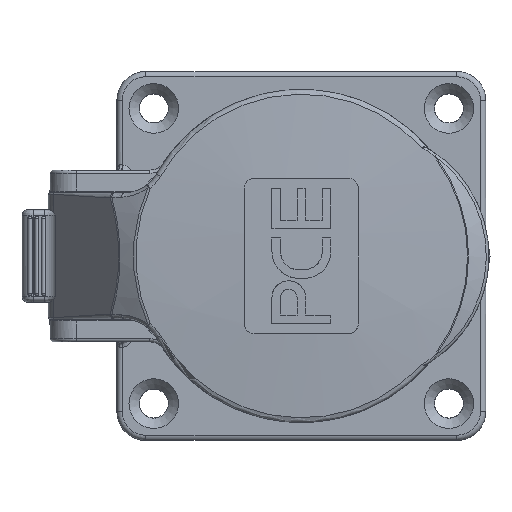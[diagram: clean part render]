
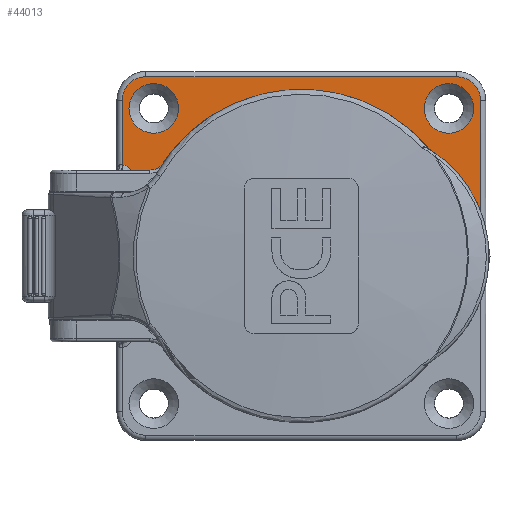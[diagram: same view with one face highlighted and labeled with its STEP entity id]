
A CAD part, left-side view. The second image highlights one B-rep face of the part: STEP entity #44013.
In plain terms, the highlighted planar face has unit normal (-1, 0, 0).
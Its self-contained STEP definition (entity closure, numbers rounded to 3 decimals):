
#225 = CARTESIAN_POINT ( 'NONE',  ( 40.9, -34., 4.409 ) ) ;
#1505 = VERTEX_POINT ( 'NONE', #45440 ) ;
#1557 = DIRECTION ( 'NONE',  ( 0., -0.02, -1. ) ) ;
#1860 = ORIENTED_EDGE ( 'NONE', *, *, #29948, .F. ) ;
#2077 = EDGE_CURVE ( 'NONE', #59136, #10213, #45120, .T. ) ;
#2470 = ORIENTED_EDGE ( 'NONE', *, *, #26559, .T. ) ;
#3407 = ORIENTED_EDGE ( 'NONE', *, *, #13629, .T. ) ;
#4753 = DIRECTION ( 'NONE',  ( -1., 0., 0. ) ) ;
#4858 = CARTESIAN_POINT ( 'NONE',  ( 40.9, 29.5, 29.5 ) ) ;
#5708 = EDGE_CURVE ( 'NONE', #58189, #21241, #42820, .T. ) ;
#6773 = DIRECTION ( 'NONE',  ( 0., 0., -1. ) ) ;
#7320 = FACE_OUTER_BOUND ( 'NONE', #29242, .T. ) ;
#8342 = EDGE_CURVE ( 'NONE', #1505, #56951, #59313, .T. ) ;
#8486 = VECTOR ( 'NONE', #48095, 1000. ) ;
#9430 = VECTOR ( 'NONE', #17102, 1000. ) ;
#9517 = ORIENTED_EDGE ( 'NONE', *, *, #11269, .T. ) ;
#9748 = DIRECTION ( 'NONE',  ( 0., 1., 0. ) ) ;
#9900 = VERTEX_POINT ( 'NONE', #39873 ) ;
#10062 = EDGE_CURVE ( 'NONE', #10213, #33902, #15806, .T. ) ;
#10213 = VERTEX_POINT ( 'NONE', #60571 ) ;
#10333 = ORIENTED_EDGE ( 'NONE', *, *, #2077, .T. ) ;
#11269 = EDGE_CURVE ( 'NONE', #38607, #58189, #11899, .T. ) ;
#11518 = VERTEX_POINT ( 'NONE', #45591 ) ;
#11899 = CIRCLE ( 'NONE', #52641, 4.5 ) ;
#12452 = CARTESIAN_POINT ( 'NONE',  ( 40.9, 34., 17.3 ) ) ;
#13629 = EDGE_CURVE ( 'NONE', #56951, #38607, #42228, .T. ) ;
#14268 = EDGE_CURVE ( 'NONE', #21241, #11518, #60392, .T. ) ;
#15069 = DIRECTION ( 'NONE',  ( 1., 0., 0. ) ) ;
#15806 = CIRCLE ( 'NONE', #55391, 31.6 ) ;
#16308 = ORIENTED_EDGE ( 'NONE', *, *, #5708, .T. ) ;
#16750 = CARTESIAN_POINT ( 'NONE',  ( 40.9, 35., 35. ) ) ;
#17102 = DIRECTION ( 'NONE',  ( 0., -1., 0. ) ) ;
#17240 = CARTESIAN_POINT ( 'NONE',  ( 40.9, 34., 17.3 ) ) ;
#17540 = AXIS2_PLACEMENT_3D ( 'NONE', #54331, #25188, #59228 ) ;
#17717 = CARTESIAN_POINT ( 'NONE',  ( 40.9, -28., 28. ) ) ;
#18596 = EDGE_CURVE ( 'NONE', #9900, #9900, #58667, .T. ) ;
#21241 = VERTEX_POINT ( 'NONE', #12452 ) ;
#21662 = CIRCLE ( 'NONE', #31281, 6.3 ) ;
#21912 = CARTESIAN_POINT ( 'NONE',  ( 40.9, 32.963, 17.279 ) ) ;
#22631 = DIRECTION ( 'NONE',  ( 0., 0., -1. ) ) ;
#22710 = VECTOR ( 'NONE', #1557, 1000. ) ;
#23260 = ORIENTED_EDGE ( 'NONE', *, *, #10062, .T. ) ;
#24819 = ORIENTED_EDGE ( 'NONE', *, *, #18596, .F. ) ;
#24859 = AXIS2_PLACEMENT_3D ( 'NONE', #16750, #60563, #31397 ) ;
#25062 = CARTESIAN_POINT ( 'NONE',  ( 40.9, -29.5, 0. ) ) ;
#25188 = DIRECTION ( 'NONE',  ( -1., 0., 0. ) ) ;
#25594 = EDGE_LOOP ( 'NONE', ( #1860 ) ) ;
#26559 = EDGE_CURVE ( 'NONE', #33902, #44722, #21662, .T. ) ;
#26979 = CARTESIAN_POINT ( 'NONE',  ( 40.9, 32.213, 15.728 ) ) ;
#27059 = ORIENTED_EDGE ( 'NONE', *, *, #8342, .T. ) ;
#27486 = EDGE_CURVE ( 'NONE', #44722, #1505, #34303, .T. ) ;
#28958 = CARTESIAN_POINT ( 'NONE',  ( 40.9, -29.5, 34. ) ) ;
#29242 = EDGE_LOOP ( 'NONE', ( #3407, #9517, #16308, #53805, #54231, #10333, #23260, #2470, #52755, #27059 ) ) ;
#29937 = DIRECTION ( 'NONE',  ( 0., 1., 0. ) ) ;
#29948 = EDGE_CURVE ( 'NONE', #57034, #57034, #40979, .T. ) ;
#30661 = CARTESIAN_POINT ( 'NONE',  ( 40.9, 32.197, 14.901 ) ) ;
#31281 = AXIS2_PLACEMENT_3D ( 'NONE', #25062, #59102, #29937 ) ;
#31397 = DIRECTION ( 'NONE',  ( 0., 1., 0. ) ) ;
#31672 = AXIS2_PLACEMENT_3D ( 'NONE', #17717, #51734, #22631 ) ;
#33861 = CARTESIAN_POINT ( 'NONE',  ( 40.9, -29.5, 29.5 ) ) ;
#33902 = VERTEX_POINT ( 'NONE', #49236 ) ;
#34303 = LINE ( 'NONE', #43246, #8486 ) ;
#35154 = CARTESIAN_POINT ( 'NONE',  ( 40.9, -28., 23.3 ) ) ;
#35885 = CARTESIAN_POINT ( 'NONE',  ( 40.9, 34., 35. ) ) ;
#38549 = DIRECTION ( 'NONE',  ( 0., 1., 0. ) ) ;
#38607 = VERTEX_POINT ( 'NONE', #52205 ) ;
#38749 = DIRECTION ( 'NONE',  ( 0., 1., 0. ) ) ;
#38840 = DIRECTION ( 'NONE',  ( -1., 0., 0. ) ) ;
#39873 = CARTESIAN_POINT ( 'NONE',  ( 40.9, 23.3, 28. ) ) ;
#39966 = CARTESIAN_POINT ( 'NONE',  ( 40.9, 32.205, 15.3 ) ) ;
#40654 = VECTOR ( 'NONE', #38549, 1000. ) ;
#40979 = CIRCLE ( 'NONE', #31672, 4.7 ) ;
#41822 = EDGE_CURVE ( 'NONE', #11518, #59136, #61519, .T. ) ;
#42228 = LINE ( 'NONE', #58300, #40654 ) ;
#42820 = LINE ( 'NONE', #35885, #55679 ) ;
#43246 = CARTESIAN_POINT ( 'NONE',  ( 40.9, -34., 35. ) ) ;
#44013 = ADVANCED_FACE ( 'NONE', ( #46123, #7320, #59048 ), #50780, .F. ) ;
#44217 = CARTESIAN_POINT ( 'NONE',  ( 40.9, 0., 0. ) ) ;
#44245 = EDGE_LOOP ( 'NONE', ( #24819 ) ) ;
#44722 = VERTEX_POINT ( 'NONE', #225 ) ;
#45120 = LINE ( 'NONE', #51105, #9430 ) ;
#45440 = CARTESIAN_POINT ( 'NONE',  ( 40.9, -34., 29.5 ) ) ;
#45591 = CARTESIAN_POINT ( 'NONE',  ( 40.9, 32.213, 15.728 ) ) ;
#46123 = FACE_BOUND ( 'NONE', #25594, .T. ) ;
#48095 = DIRECTION ( 'NONE',  ( 0., 0., 1. ) ) ;
#49106 = DIRECTION ( 'NONE',  ( 0., 1., 0. ) ) ;
#49236 = CARTESIAN_POINT ( 'NONE',  ( 40.9, -31.002, 6.118 ) ) ;
#49988 = AXIS2_PLACEMENT_3D ( 'NONE', #33861, #4753, #38749 ) ;
#50780 = PLANE ( 'NONE',  #24859 ) ;
#51105 = CARTESIAN_POINT ( 'NONE',  ( 40.9, 35., 15.3 ) ) ;
#51645 = CARTESIAN_POINT ( 'NONE',  ( 40.9, 34., 29.5 ) ) ;
#51734 = DIRECTION ( 'NONE',  ( -1., 0., 0. ) ) ;
#52205 = CARTESIAN_POINT ( 'NONE',  ( 40.9, 29.5, 34. ) ) ;
#52641 = AXIS2_PLACEMENT_3D ( 'NONE', #4858, #38840, #9748 ) ;
#52755 = ORIENTED_EDGE ( 'NONE', *, *, #27486, .T. ) ;
#53805 = ORIENTED_EDGE ( 'NONE', *, *, #14268, .T. ) ;
#54231 = ORIENTED_EDGE ( 'NONE', *, *, #41822, .T. ) ;
#54331 = CARTESIAN_POINT ( 'NONE',  ( 40.9, 28., 28. ) ) ;
#55391 = AXIS2_PLACEMENT_3D ( 'NONE', #44217, #15069, #49106 ) ;
#55679 = VECTOR ( 'NONE', #6773, 1000. ) ;
#56121 = CARTESIAN_POINT ( 'NONE',  ( 40.9, 32.231, 16.635 ) ) ;
#56951 = VERTEX_POINT ( 'NONE', #28958 ) ;
#57034 = VERTEX_POINT ( 'NONE', #35154 ) ;
#58189 = VERTEX_POINT ( 'NONE', #51645 ) ;
#58300 = CARTESIAN_POINT ( 'NONE',  ( 40.9, 29.5, 34. ) ) ;
#58667 = CIRCLE ( 'NONE', #17540, 4.7 ) ;
#59048 = FACE_BOUND ( 'NONE', #44245, .T. ) ;
#59102 = DIRECTION ( 'NONE',  ( 1., 0., 0. ) ) ;
#59136 = VERTEX_POINT ( 'NONE', #39966 ) ;
#59228 = DIRECTION ( 'NONE',  ( 0., -1., 0. ) ) ;
#59313 = CIRCLE ( 'NONE', #49988, 4.5 ) ;
#60392 =( BOUNDED_CURVE ( )  B_SPLINE_CURVE ( 3, ( #17240, #21912, #56121, #26979 ),
 .UNSPECIFIED., .F., .T. ) 
 B_SPLINE_CURVE_WITH_KNOTS ( ( 4, 4 ),
 ( 1.594, 3.124 ),
 .UNSPECIFIED. ) 
 CURVE ( )  GEOMETRIC_REPRESENTATION_ITEM ( )  RATIONAL_B_SPLINE_CURVE ( ( 1., 0.814, 0.814, 1. ) ) 
 REPRESENTATION_ITEM ( '' )  );
#60563 = DIRECTION ( 'NONE',  ( 1., 0., 0. ) ) ;
#60571 = CARTESIAN_POINT ( 'NONE',  ( 40.9, 27.649, 15.3 ) ) ;
#61519 = LINE ( 'NONE', #30661, #22710 ) ;
